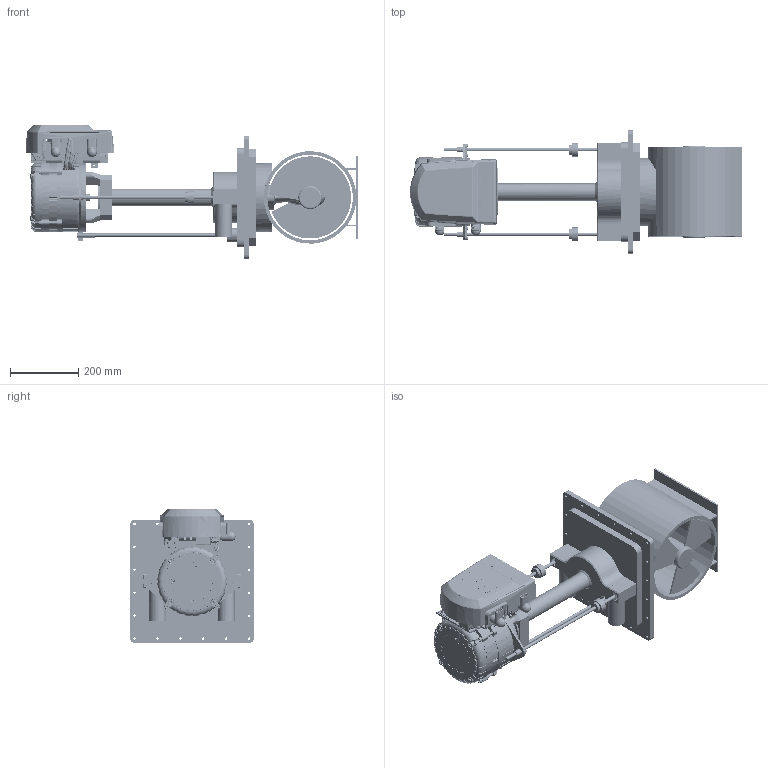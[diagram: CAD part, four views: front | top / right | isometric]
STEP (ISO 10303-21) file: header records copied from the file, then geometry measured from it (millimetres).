
FILE_DESCRIPTION(('CATIA V5 STEP Exchange','CAx-IF Rec.Pracs.--- Model Styling and Organization---1.4--- 2014-01-23'),'2;1');
FILE_NAME('VIP-250-ECO(CLOSED).stp','2024-03-05T14:55:06+00:00',('none'),('none'),'CATIA Version 5-6 Release 2016','CATIA V5 STEP AP214','none');
FILE_SCHEMA(('AUTOMOTIVE_DESIGN { 1 0 10303 214 1 1 1 1 }'));
Products named in the file (1): VIP-250-ECO(CLOSED)
Bounding box: 969.5 x 360 x 391.75 mm (x, y, z)
Volume: 16093497.6 mm3; surface area: 2151186.3 mm2
Topology: 7 solids, 441 shells, 6618 faces, 19967 edges, 13783 vertices
Faces by surface type: plane 2940, cylinder 1954, cone 660, torus 522, bspline 469, sphere 64, revolution 9
Entity records: 268447 total; most frequent: CARTESIAN_POINT 104240, ORIENTED_EDGE 35837, DIRECTION 26472, EDGE_CURVE 19817, VERTEX_POINT 13782, AXIS2_PLACEMENT_3D 10951, VECTOR 9731, LINE 9731
